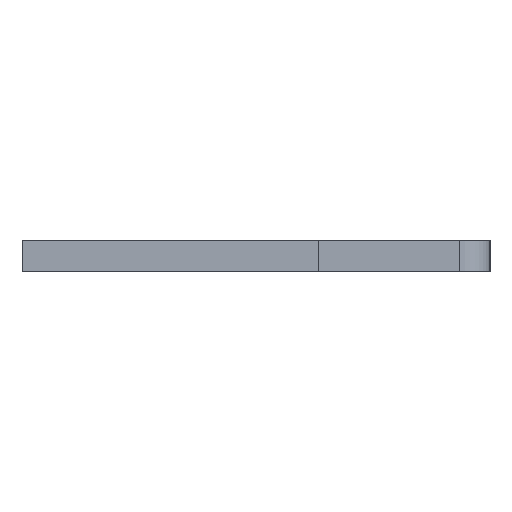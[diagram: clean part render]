
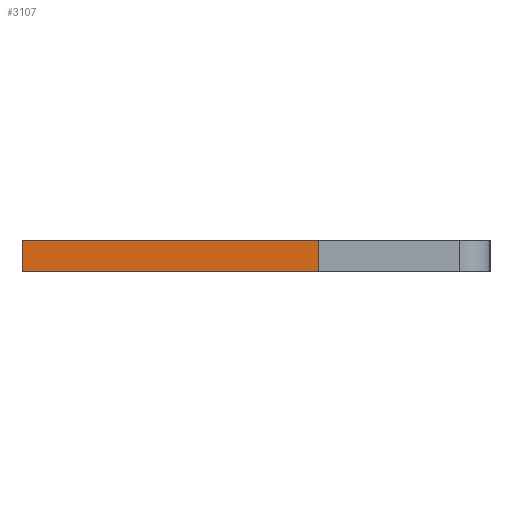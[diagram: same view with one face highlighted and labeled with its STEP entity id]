
A CAD part, left-side view. The second image highlights one B-rep face of the part: STEP entity #3107.
In plain terms, the highlighted face is planar.
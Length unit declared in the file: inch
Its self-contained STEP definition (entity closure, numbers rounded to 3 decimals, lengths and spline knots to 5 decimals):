
#192 = DIRECTION ( 'NONE',  ( 0., 1., 0. ) ) ;
#207 = CARTESIAN_POINT ( 'NONE',  ( 0.01, -0.04, -0.04 ) ) ;
#286 = CARTESIAN_POINT ( 'NONE',  ( -0.01, 0.15, -0.04 ) ) ;
#373 = CARTESIAN_POINT ( 'NONE',  ( 0.01, 0.15, -0.04 ) ) ;
#416 = AXIS2_PLACEMENT_3D ( 'NONE', #2440, #1445, #2188 ) ;
#495 = CARTESIAN_POINT ( 'NONE',  ( -0.01, -0.04, -0.04 ) ) ;
#572 = EDGE_CURVE ( 'NONE', #1616, #2241, #2848, .T. ) ;
#610 = DIRECTION ( 'NONE',  ( -1., 0., 0. ) ) ;
#776 = VECTOR ( 'NONE', #610, 39.37008 ) ;
#1099 = DIRECTION ( 'NONE',  ( 0., 1., 0. ) ) ;
#1107 = CARTESIAN_POINT ( 'NONE',  ( 0.01, -0.04, -0.04 ) ) ;
#1143 = EDGE_CURVE ( 'NONE', #1330, #2199, #2393, .T. ) ;
#1208 = LINE ( 'NONE', #1107, #776 ) ;
#1290 = VECTOR ( 'NONE', #2105, 39.37008 ) ;
#1330 = VERTEX_POINT ( 'NONE', #207 ) ;
#1367 = VECTOR ( 'NONE', #1099, 39.37008 ) ;
#1425 = ORIENTED_EDGE ( 'NONE', *, *, #572, .T. ) ;
#1445 = DIRECTION ( 'NONE',  ( 0., 0., 1. ) ) ;
#1616 = VERTEX_POINT ( 'NONE', #495 ) ;
#1850 = CARTESIAN_POINT ( 'NONE',  ( -0.01, 0.15, -0.04 ) ) ;
#2105 = DIRECTION ( 'NONE',  ( -1., 0., 0. ) ) ;
#2168 = ORIENTED_EDGE ( 'NONE', *, *, #2671, .T. ) ;
#2188 = DIRECTION ( 'NONE',  ( 1., 0., 0. ) ) ;
#2199 = VERTEX_POINT ( 'NONE', #2259 ) ;
#2241 = VERTEX_POINT ( 'NONE', #286 ) ;
#2259 = CARTESIAN_POINT ( 'NONE',  ( 0.01, 0.15, -0.04 ) ) ;
#2382 = CARTESIAN_POINT ( 'NONE',  ( 0.01, 0.15, -0.04 ) ) ;
#2393 = LINE ( 'NONE', #2382, #2778 ) ;
#2413 = PLANE ( 'NONE',  #416 ) ;
#2417 = EDGE_LOOP ( 'NONE', ( #1425, #2934, #2847, #2168 ) ) ;
#2438 = LINE ( 'NONE', #373, #1290 ) ;
#2440 = CARTESIAN_POINT ( 'NONE',  ( 0.01, 0.15, -0.04 ) ) ;
#2505 = EDGE_CURVE ( 'NONE', #2199, #2241, #2438, .T. ) ;
#2671 = EDGE_CURVE ( 'NONE', #1330, #1616, #1208, .T. ) ;
#2778 = VECTOR ( 'NONE', #192, 39.37008 ) ;
#2847 = ORIENTED_EDGE ( 'NONE', *, *, #1143, .F. ) ;
#2848 = LINE ( 'NONE', #1850, #1367 ) ;
#2934 = ORIENTED_EDGE ( 'NONE', *, *, #2505, .F. ) ;
#3048 = FACE_OUTER_BOUND ( 'NONE', #2417, .T. ) ;
#3107 = ADVANCED_FACE ( 'NONE', ( #3048 ), #2413, .F. ) ;
